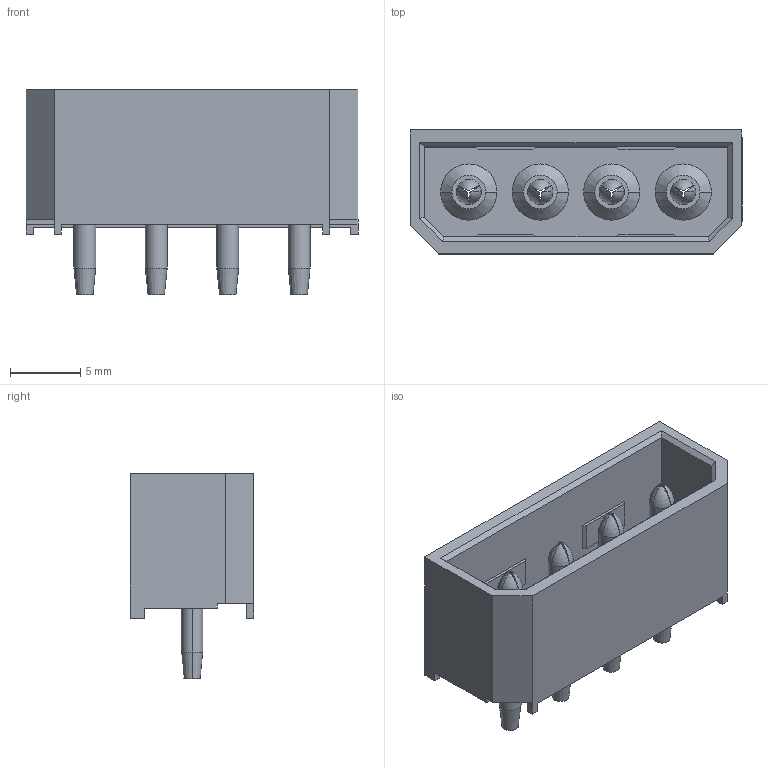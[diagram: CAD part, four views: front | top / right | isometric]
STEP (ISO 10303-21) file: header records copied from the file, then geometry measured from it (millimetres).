
FILE_DESCRIPTION (( 'STEP AP214' ), '1' );
FILE_NAME ('FWF50802-S04S22TB-REF .STEP', '2025-11-07T07:48:19', ( '' ), ( '' ), 'SwSTEP 2.0', 'SolidWorks 2021', '' );
FILE_SCHEMA (( 'AUTOMOTIVE_DESIGN' ));
Length unit declared in the file: millimetre
Products named in the file (1): FWF50802-S04S22TB-REF 
Bounding box: 23.6 x 8.8 x 14.6 mm (x, y, z)
Volume: 894.6 mm3; surface area: 1932.7 mm2
Topology: 1 solids, 1 shells, 185 faces, 426 edges, 260 vertices
Faces by surface type: plane 93, cylinder 40, torus 28, cone 24
Entity records: 5662 total; most frequent: CARTESIAN_POINT 1456, DIRECTION 866, ORIENTED_EDGE 852, EDGE_CURVE 426, AXIS2_PLACEMENT_3D 318, VERTEX_POINT 260, LINE 230, VECTOR 230
